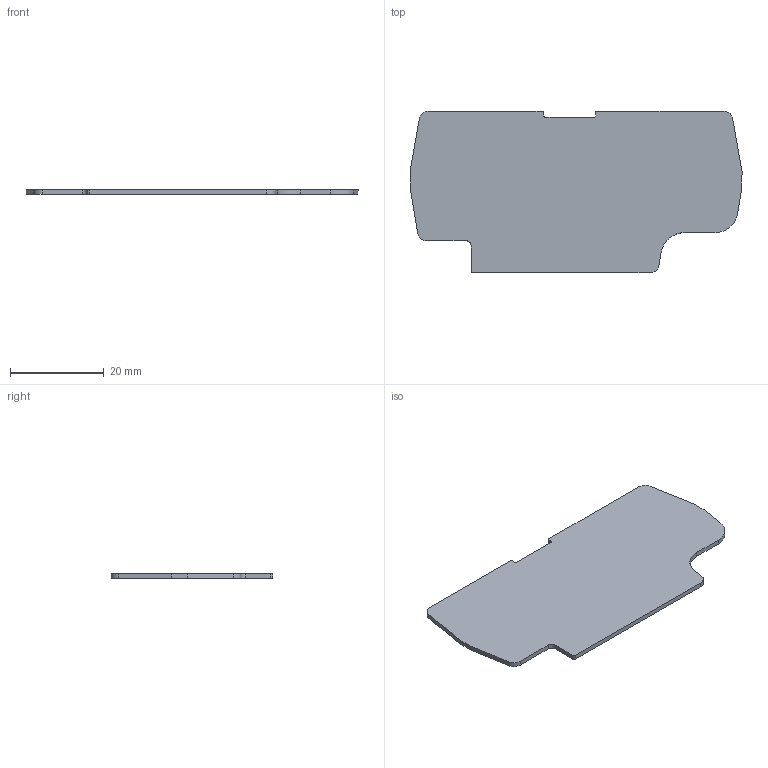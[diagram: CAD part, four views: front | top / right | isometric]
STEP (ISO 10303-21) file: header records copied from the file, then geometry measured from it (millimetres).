
FILE_DESCRIPTION (( 'STEP AP214' ), '1' );
FILE_NAME ('446559_NPP-PYK 4 E_Grey.STP', '2013-11-15T11:10:34', ( 'arge' ), ( 'Microsoft' ), 'SwSTEP 2.0', 'SolidWorks 2013', '' );
FILE_SCHEMA (( 'AUTOMOTIVE_DESIGN' ));
Length unit declared in the file: millimetre
Products named in the file (1): 446559_NPP-PYK 4 E_Grey
Bounding box: 70.65 x 34.4 x 1 mm (x, y, z)
Volume: 2130.8 mm3; surface area: 4459.4 mm2
Topology: 1 solids, 1 shells, 32 faces, 90 edges, 60 vertices
Faces by surface type: plane 19, cylinder 13
Entity records: 1426 total; most frequent: CARTESIAN_POINT 183, DIRECTION 182, ORIENTED_EDGE 180, EDGE_CURVE 90, LINE 64, VECTOR 64, VERTEX_POINT 60, AXIS2_PLACEMENT_3D 59
